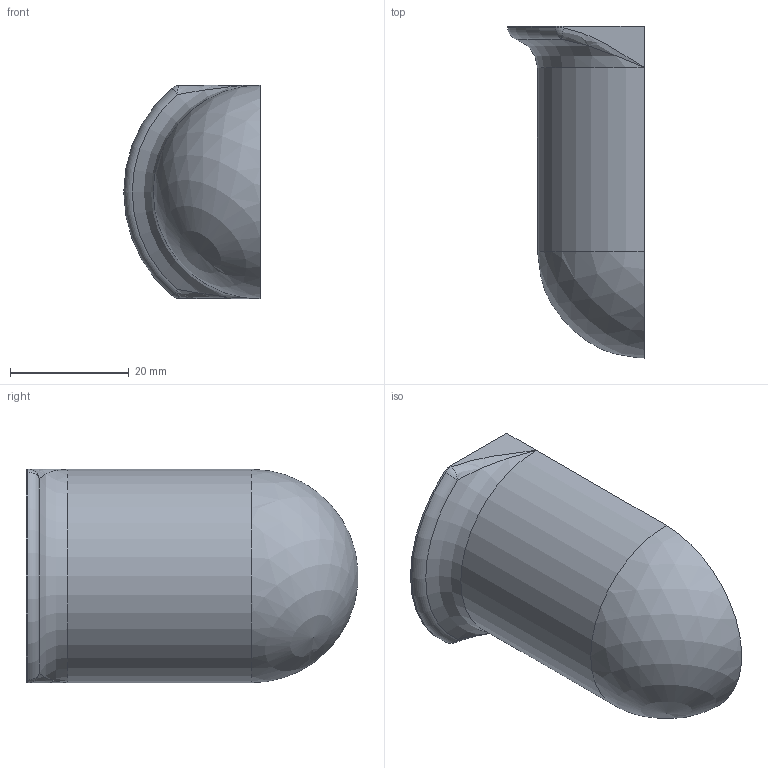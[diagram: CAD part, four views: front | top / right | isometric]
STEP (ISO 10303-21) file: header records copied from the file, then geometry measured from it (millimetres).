
FILE_DESCRIPTION(/* description */ (''),/* implementation_level */ '2;1');
FILE_NAME(/* name */ 'Component2.step',/* time_stamp */ '2020-05-06T11:29:32+02:00',/* author */ (''),/* organization */ (''),/* preprocessor_version */ 'ST-DEVELOPER v18.1',/* originating_system */ 'Autodesk Translation Framework v9.2.0.1227',/* authorisation */ '');
FILE_SCHEMA (('AUTOMOTIVE_DESIGN { 1 0 10303 214 3 1 1 }'));
Length unit declared in the file: millimetre
Products named in the file (1): FusionComponent
Bounding box: 23 x 55.96 x 36 mm (x, y, z)
Volume: 13046.8 mm3; surface area: 9031.6 mm2
Topology: 1 solids, 1 shells, 57 faces, 175 edges, 110 vertices
Faces by surface type: plane 28, cylinder 16, torus 6, sphere 4, bspline 2, cone 1
Entity records: 2118 total; most frequent: CARTESIAN_POINT 481, DIRECTION 351, ORIENTED_EDGE 342, EDGE_CURVE 171, AXIS2_PLACEMENT_3D 132, VERTEX_POINT 110, LINE 87, VECTOR 87
